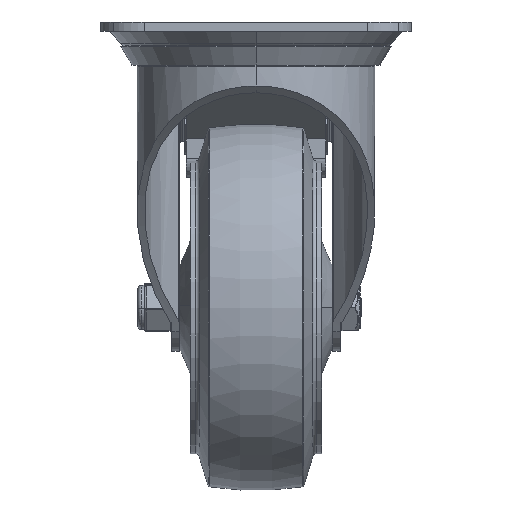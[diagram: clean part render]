
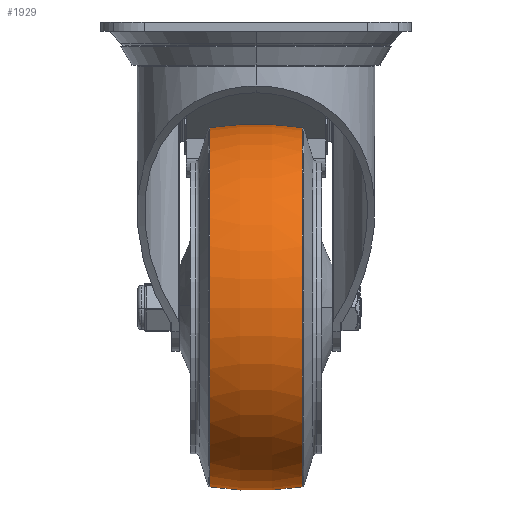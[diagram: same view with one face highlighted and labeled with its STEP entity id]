
A CAD part, left-side view. The second image highlights one B-rep face of the part: STEP entity #1929.
In plain terms, the highlighted toroidal (fillet/blend) face has major radius 35 mm and minor radius 85 mm.
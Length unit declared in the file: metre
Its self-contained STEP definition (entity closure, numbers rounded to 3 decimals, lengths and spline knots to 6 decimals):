
#1929=ADVANCED_FACE('37:114467',(#3586),#3587,.T.);
#3586=FACE_OUTER_BOUND('',#6492,.T.);
#3587=TOROIDAL_SURFACE('',#6493,-0.035,0.085);
#6492=EDGE_LOOP('',(#16469,#16470,#16471,#16472));
#6493=AXIS2_PLACEMENT_3D('',#16473,#16474,#16475);
#16469=ORIENTED_EDGE('',*,*,#24068,.T.);
#16470=ORIENTED_EDGE('',*,*,#24103,.F.);
#16471=ORIENTED_EDGE('',*,*,#24070,.T.);
#16472=ORIENTED_EDGE('',*,*,#24102,.T.);
#16473=CARTESIAN_POINT('',(0.0,0.,0.0));
#16474=DIRECTION('',(0.0,-1.0,0.));
#16475=DIRECTION('',(0.0,0.,-1.0));
#24068=EDGE_CURVE('',#27581,#27573,#27582,.T.);
#24070=EDGE_CURVE('',#27576,#27583,#27585,.T.);
#24102=EDGE_CURVE('37:114503',#27583,#27581,#27631,.T.);
#24103=EDGE_CURVE('37:114506',#27576,#27573,#27632,.T.);
#27573=VERTEX_POINT('',#33634);
#27576=VERTEX_POINT('',#33637);
#27581=VERTEX_POINT('',#33642);
#27582=CIRCLE('',#33643,0.085);
#27583=VERTEX_POINT('',#33644);
#27585=CIRCLE('',#33646,0.085);
#27631=CIRCLE('',#33700,0.049045);
#27632=CIRCLE('',#33701,0.049045);
#33634=CARTESIAN_POINT('',(0.,-0.012707,-0.049045));
#33637=CARTESIAN_POINT('',(0.0,-0.012707,0.049045));
#33642=CARTESIAN_POINT('',(0.,0.012707,-0.049045));
#33643=AXIS2_PLACEMENT_3D('',#42633,#42634,#42635);
#33644=CARTESIAN_POINT('',(0.0,0.012707,0.049045));
#33646=AXIS2_PLACEMENT_3D('',#42639,#42640,#42641);
#33700=AXIS2_PLACEMENT_3D('',#42719,#42720,#42721);
#33701=AXIS2_PLACEMENT_3D('',#42722,#42723,#42724);
#42633=CARTESIAN_POINT('',(0.,0.,0.035));
#42634=DIRECTION('',(-1.0,0.,0.));
#42635=DIRECTION('',(0.,0.,-1.0));
#42639=CARTESIAN_POINT('',(0.,0.,-0.035));
#42640=DIRECTION('',(-1.0,0.,0.));
#42641=DIRECTION('',(0.,0.,1.0));
#42719=CARTESIAN_POINT('',(0.0,0.012707,0.));
#42720=DIRECTION('',(-0.0,-1.0,0.));
#42721=DIRECTION('',(0.0,0.,1.0));
#42722=CARTESIAN_POINT('',(0.0,-0.012707,0.));
#42723=DIRECTION('',(-0.0,-1.0,0.));
#42724=DIRECTION('',(0.0,0.,1.0));
